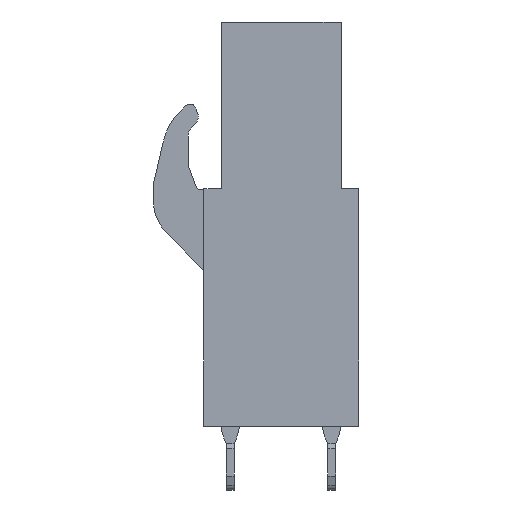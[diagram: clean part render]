
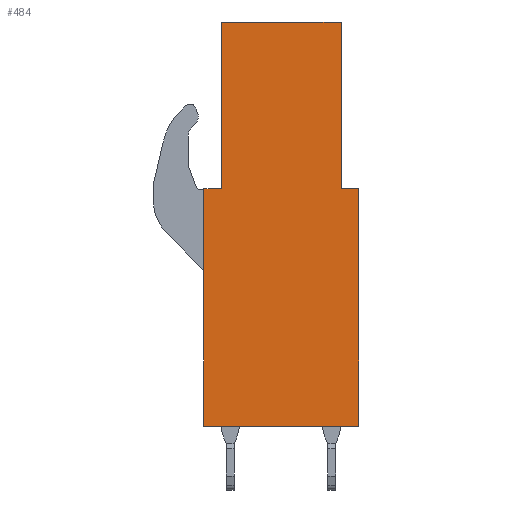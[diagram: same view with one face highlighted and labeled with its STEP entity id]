
A CAD part, left-side view. The second image highlights one B-rep face of the part: STEP entity #484.
In plain terms, the highlighted planar face has unit normal (-1, 0, 0).
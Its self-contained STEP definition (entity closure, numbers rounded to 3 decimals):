
#434=AXIS2_PLACEMENT_3D('Plane Axis2P3D',#431,#432,#433) ;
#36=CARTESIAN_POINT('Line Origine',(0.,3.875,23.45)) ;
#40=CARTESIAN_POINT('Vertex',(0.,0.875,23.45)) ;
#42=CARTESIAN_POINT('Vertex',(0.,6.875,23.45)) ;
#341=CARTESIAN_POINT('Vertex',(0.,7.75,3.2)) ;
#344=CARTESIAN_POINT('Line Origine',(0.,7.75,9.15)) ;
#348=CARTESIAN_POINT('Vertex',(0.,7.75,15.1)) ;
#431=CARTESIAN_POINT('Axis2P3D Location',(0.,0.,0.)) ;
#436=CARTESIAN_POINT('Line Origine',(0.,3.875,3.2)) ;
#440=CARTESIAN_POINT('Vertex',(0.,0.,3.2)) ;
#443=CARTESIAN_POINT('Line Origine',(0.,0.,9.15)) ;
#447=CARTESIAN_POINT('Vertex',(0.,0.,15.1)) ;
#450=CARTESIAN_POINT('Line Origine',(0.,0.438,15.1)) ;
#454=CARTESIAN_POINT('Vertex',(0.,0.875,15.1)) ;
#457=CARTESIAN_POINT('Line Origine',(0.,0.875,19.275)) ;
#462=CARTESIAN_POINT('Line Origine',(0.,6.875,19.275)) ;
#466=CARTESIAN_POINT('Vertex',(0.,6.875,15.1)) ;
#469=CARTESIAN_POINT('Line Origine',(0.,7.313,15.1)) ;
#37=DIRECTION('Vector Direction',(0.,1.,0.)) ;
#345=DIRECTION('Vector Direction',(0.,0.,1.)) ;
#432=DIRECTION('Axis2P3D Direction',(1.,0.,0.)) ;
#433=DIRECTION('Axis2P3D XDirection',(0.,1.,0.)) ;
#437=DIRECTION('Vector Direction',(0.,1.,0.)) ;
#444=DIRECTION('Vector Direction',(0.,0.,1.)) ;
#451=DIRECTION('Vector Direction',(0.,1.,0.)) ;
#458=DIRECTION('Vector Direction',(0.,0.,1.)) ;
#463=DIRECTION('Vector Direction',(0.,0.,1.)) ;
#470=DIRECTION('Vector Direction',(0.,-1.,0.)) ;
#38=VECTOR('Line Direction',#37,1.) ;
#346=VECTOR('Line Direction',#345,1.) ;
#438=VECTOR('Line Direction',#437,1.) ;
#445=VECTOR('Line Direction',#444,1.) ;
#452=VECTOR('Line Direction',#451,1.) ;
#459=VECTOR('Line Direction',#458,1.) ;
#464=VECTOR('Line Direction',#463,1.) ;
#471=VECTOR('Line Direction',#470,1.) ;
#475=ORIENTED_EDGE('',*,*,#350,.F.) ;
#476=ORIENTED_EDGE('',*,*,#442,.F.) ;
#477=ORIENTED_EDGE('',*,*,#449,.T.) ;
#478=ORIENTED_EDGE('',*,*,#456,.F.) ;
#479=ORIENTED_EDGE('',*,*,#461,.F.) ;
#480=ORIENTED_EDGE('',*,*,#44,.T.) ;
#481=ORIENTED_EDGE('',*,*,#468,.F.) ;
#482=ORIENTED_EDGE('',*,*,#473,.F.) ;
#484=ADVANCED_FACE('BLL 5.08/14/180 3.2 SN OR 1648910000',(#483),#435,.F.) ;
#44=EDGE_CURVE('',#41,#43,#39,.T.) ;
#350=EDGE_CURVE('',#342,#349,#347,.T.) ;
#442=EDGE_CURVE('',#441,#342,#439,.T.) ;
#449=EDGE_CURVE('',#441,#448,#446,.T.) ;
#456=EDGE_CURVE('',#455,#448,#453,.F.) ;
#461=EDGE_CURVE('',#41,#455,#460,.F.) ;
#468=EDGE_CURVE('',#467,#43,#465,.T.) ;
#473=EDGE_CURVE('',#349,#467,#472,.T.) ;
#474=EDGE_LOOP('',(#475,#476,#477,#478,#479,#480,#481,#482)) ;
#483=FACE_OUTER_BOUND('',#474,.T.) ;
#39=LINE('Line',#36,#38) ;
#347=LINE('Line',#344,#346) ;
#439=LINE('Line',#436,#438) ;
#446=LINE('Line',#443,#445) ;
#453=LINE('Line',#450,#452) ;
#460=LINE('Line',#457,#459) ;
#465=LINE('Line',#462,#464) ;
#472=LINE('Line',#469,#471) ;
#435=PLANE('',#434) ;
#41=VERTEX_POINT('',#40) ;
#43=VERTEX_POINT('',#42) ;
#342=VERTEX_POINT('',#341) ;
#349=VERTEX_POINT('',#348) ;
#441=VERTEX_POINT('',#440) ;
#448=VERTEX_POINT('',#447) ;
#455=VERTEX_POINT('',#454) ;
#467=VERTEX_POINT('',#466) ;
